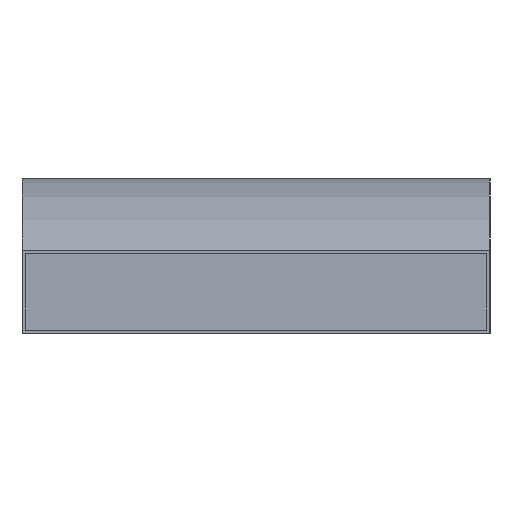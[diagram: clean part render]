
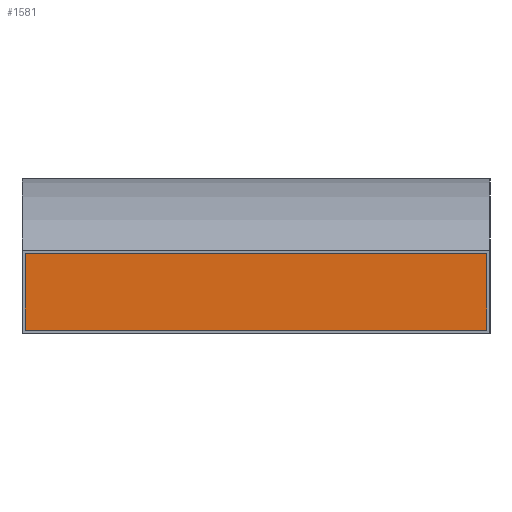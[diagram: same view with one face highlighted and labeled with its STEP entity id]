
A CAD part, left-side view. The second image highlights one B-rep face of the part: STEP entity #1581.
In plain terms, the highlighted planar face has unit normal (-1, 0, 0).
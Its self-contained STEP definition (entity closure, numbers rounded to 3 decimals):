
#205=FACE_OUTER_BOUND('',#307,.T.);
#307=EDGE_LOOP('',(#1437,#1438,#1439,#1440));
#397=LINE('',#2357,#569);
#405=LINE('',#2372,#577);
#479=LINE('',#2580,#651);
#480=LINE('',#2582,#652);
#569=VECTOR('',#1897,10.);
#577=VECTOR('',#1913,10.);
#651=VECTOR('',#2137,10.);
#652=VECTOR('',#2140,10.);
#733=VERTEX_POINT('',#2354);
#734=VERTEX_POINT('',#2356);
#737=VERTEX_POINT('',#2371);
#796=VERTEX_POINT('',#2578);
#901=EDGE_CURVE('',#734,#733,#397,.T.);
#909=EDGE_CURVE('',#734,#737,#405,.T.);
#1011=EDGE_CURVE('',#733,#796,#479,.T.);
#1012=EDGE_CURVE('',#737,#796,#480,.T.);
#1437=ORIENTED_EDGE('',*,*,#901,.T.);
#1438=ORIENTED_EDGE('',*,*,#1011,.T.);
#1439=ORIENTED_EDGE('',*,*,#1012,.F.);
#1440=ORIENTED_EDGE('',*,*,#909,.F.);
#1501=PLANE('',#1719);
#1581=ADVANCED_FACE('',(#205),#1501,.T.);
#1719=AXIS2_PLACEMENT_3D('',#2581,#2138,#2139);
#1897=DIRECTION('',(0.,0.,1.));
#1913=DIRECTION('',(0.,1.,0.));
#2137=DIRECTION('',(0.,1.,0.));
#2138=DIRECTION('center_axis',(-1.,0.,0.));
#2139=DIRECTION('ref_axis',(0.,0.,1.));
#2140=DIRECTION('',(0.,0.,1.));
#2354=CARTESIAN_POINT('',(-181.,0.,2.5));
#2356=CARTESIAN_POINT('',(-181.,0.,-2.5));
#2357=CARTESIAN_POINT('',(-181.,0.,-2.5));
#2371=CARTESIAN_POINT('',(-181.,30.,-2.5));
#2372=CARTESIAN_POINT('',(-181.,0.,-2.5));
#2578=CARTESIAN_POINT('',(-181.,30.,2.5));
#2580=CARTESIAN_POINT('',(-181.,0.,2.5));
#2581=CARTESIAN_POINT('Origin',(-181.,0.,-2.5));
#2582=CARTESIAN_POINT('',(-181.,30.,-2.5));
